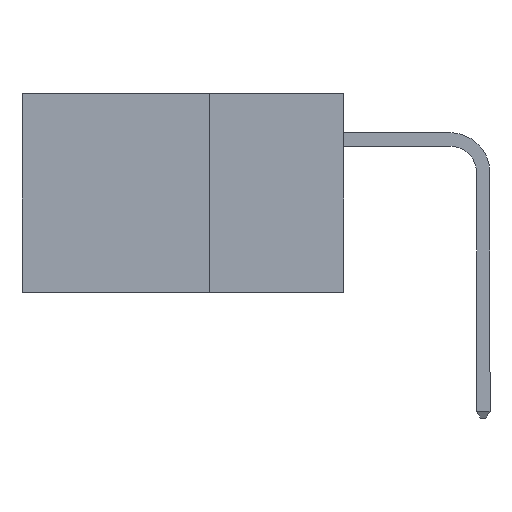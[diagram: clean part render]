
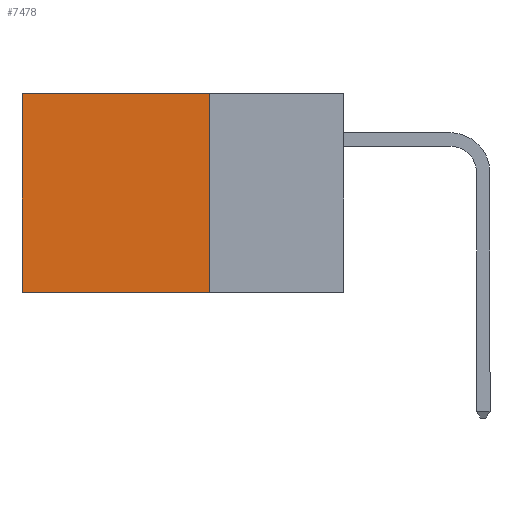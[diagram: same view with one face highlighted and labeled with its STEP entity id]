
A CAD part, left-side view. The second image highlights one B-rep face of the part: STEP entity #7478.
In plain terms, the highlighted planar face has unit normal (-1, 0, 0).
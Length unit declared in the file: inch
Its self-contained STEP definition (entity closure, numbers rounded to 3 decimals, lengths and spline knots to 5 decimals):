
#112 = DIRECTION ( 'NONE',  ( 0., 1., 0. ) ) ;
#187 = EDGE_CURVE ( 'NONE', #5944, #1501, #2917, .T. ) ;
#278 = CARTESIAN_POINT ( 'NONE',  ( 0.2615, 0.25, 0. ) ) ;
#351 = VERTEX_POINT ( 'NONE', #2109 ) ;
#966 = CARTESIAN_POINT ( 'NONE',  ( 0.2615, 0.6, -0.37 ) ) ;
#1043 = EDGE_CURVE ( 'NONE', #7805, #351, #6903, .T. ) ;
#1067 = CARTESIAN_POINT ( 'NONE',  ( 0.2615, 0.25, -0.37 ) ) ;
#1120 = DIRECTION ( 'NONE',  ( 1., 0., 0. ) ) ;
#1501 = VERTEX_POINT ( 'NONE', #3553 ) ;
#1593 = AXIS2_PLACEMENT_3D ( 'NONE', #6354, #1120, #2384 ) ;
#2005 = CARTESIAN_POINT ( 'NONE',  ( 0.2615, 0.25, 0. ) ) ;
#2109 = CARTESIAN_POINT ( 'NONE',  ( 0.2615, 0.25, -0.37 ) ) ;
#2384 = DIRECTION ( 'NONE',  ( 0., 0., -1. ) ) ;
#2476 = LINE ( 'NONE', #5013, #5130 ) ;
#2690 = ORIENTED_EDGE ( 'NONE', *, *, #4081, .T. ) ;
#2917 = LINE ( 'NONE', #966, #5426 ) ;
#3013 = DIRECTION ( 'NONE',  ( 0., 0., -1. ) ) ;
#3153 = FACE_OUTER_BOUND ( 'NONE', #6005, .T. ) ;
#3300 = VECTOR ( 'NONE', #3013, 39.37008 ) ;
#3493 = LINE ( 'NONE', #2005, #8071 ) ;
#3553 = CARTESIAN_POINT ( 'NONE',  ( 0.2615, 0.6, -0.37 ) ) ;
#4081 = EDGE_CURVE ( 'NONE', #7805, #5944, #3493, .T. ) ;
#4554 = ORIENTED_EDGE ( 'NONE', *, *, #1043, .F. ) ;
#4636 = CARTESIAN_POINT ( 'NONE',  ( 0.2615, 0.6, 0. ) ) ;
#5013 = CARTESIAN_POINT ( 'NONE',  ( 0.2615, 0.25, -0.37 ) ) ;
#5130 = VECTOR ( 'NONE', #6963, 39.37008 ) ;
#5426 = VECTOR ( 'NONE', #5468, 39.37008 ) ;
#5468 = DIRECTION ( 'NONE',  ( 0., 0., -1. ) ) ;
#5761 = PLANE ( 'NONE',  #1593 ) ;
#5944 = VERTEX_POINT ( 'NONE', #4636 ) ;
#6005 = EDGE_LOOP ( 'NONE', ( #8191, #6654, #4554, #2690 ) ) ;
#6354 = CARTESIAN_POINT ( 'NONE',  ( 0.2615, 0.25, -0.37 ) ) ;
#6654 = ORIENTED_EDGE ( 'NONE', *, *, #7066, .F. ) ;
#6903 = LINE ( 'NONE', #1067, #3300 ) ;
#6963 = DIRECTION ( 'NONE',  ( 0., 1., 0. ) ) ;
#7066 = EDGE_CURVE ( 'NONE', #351, #1501, #2476, .T. ) ;
#7478 = ADVANCED_FACE ( 'NONE', ( #3153 ), #5761, .F. ) ;
#7805 = VERTEX_POINT ( 'NONE', #278 ) ;
#8071 = VECTOR ( 'NONE', #112, 39.37008 ) ;
#8191 = ORIENTED_EDGE ( 'NONE', *, *, #187, .T. ) ;
